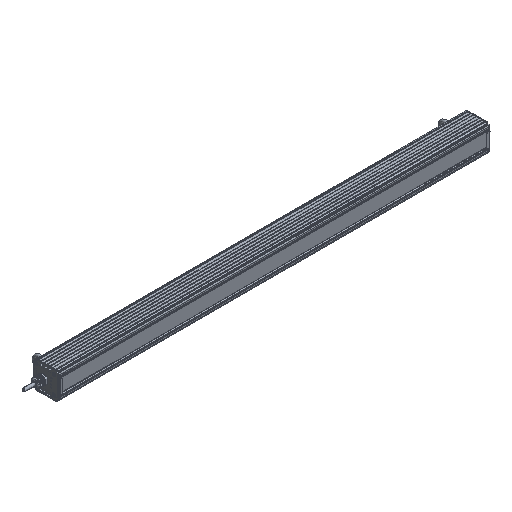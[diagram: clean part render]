
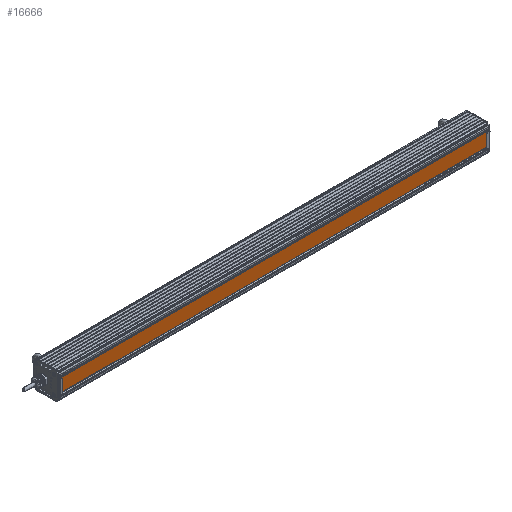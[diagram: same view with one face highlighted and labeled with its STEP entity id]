
A CAD part, isometric view. The second image highlights one B-rep face of the part: STEP entity #16666.
In plain terms, the highlighted planar face has unit normal (0, -1, 0).
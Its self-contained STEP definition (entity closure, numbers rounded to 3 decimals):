
#16666=ADVANCED_FACE('',(#26839),#26841,.F.);
#26839=FACE_BOUND('',#26840,.T.);
#26840=EDGE_LOOP('',(#52201,#52202,#52203,#52204));
#26841=PLANE('',#26842);
#26842=AXIS2_PLACEMENT_3D('',#26843,#26844,#26845);
#26843=CARTESIAN_POINT('',(0.,0.,0.));
#26844=DIRECTION('',(0.,1.,0.));
#26845=DIRECTION('',(0.,0.,-1.));
#52201=ORIENTED_EDGE('',*,*,#57037,.F.);
#52202=ORIENTED_EDGE('',*,*,#57034,.F.);
#52203=ORIENTED_EDGE('',*,*,#57031,.F.);
#52204=ORIENTED_EDGE('',*,*,#57027,.F.);
#57027=EDGE_CURVE('',#63450,#63451,#63452,.T.);
#57031=EDGE_CURVE('',#63451,#63458,#63459,.T.);
#57034=EDGE_CURVE('',#63458,#63463,#63464,.T.);
#57037=EDGE_CURVE('',#63463,#63450,#63468,.T.);
#63450=VERTEX_POINT('',#85344);
#63451=VERTEX_POINT('',#85345);
#63452=LINE('',#85346,#85347);
#63458=VERTEX_POINT('',#85360);
#63459=LINE('',#85361,#85362);
#63463=VERTEX_POINT('',#85371);
#63464=LINE('',#85372,#85373);
#63468=LINE('',#85382,#85383);
#85344=CARTESIAN_POINT('',(-25.705,0.,598.));
#85345=CARTESIAN_POINT('',(25.705,0.,598.));
#85346=CARTESIAN_POINT('',(-25.705,0.,598.));
#85347=VECTOR('',#85348,1.);
#85348=DIRECTION('',(1.,0.,0.));
#85360=CARTESIAN_POINT('',(25.705,0.,-598.));
#85361=CARTESIAN_POINT('',(25.705,0.,598.));
#85362=VECTOR('',#85363,1.);
#85363=DIRECTION('',(0.,0.,-1.));
#85371=CARTESIAN_POINT('',(-25.705,0.,-598.));
#85372=CARTESIAN_POINT('',(25.705,0.,-598.));
#85373=VECTOR('',#85374,1.);
#85374=DIRECTION('',(-1.,0.,0.));
#85382=CARTESIAN_POINT('',(-25.705,0.,-598.));
#85383=VECTOR('',#85384,1.);
#85384=DIRECTION('',(0.,0.,1.));
